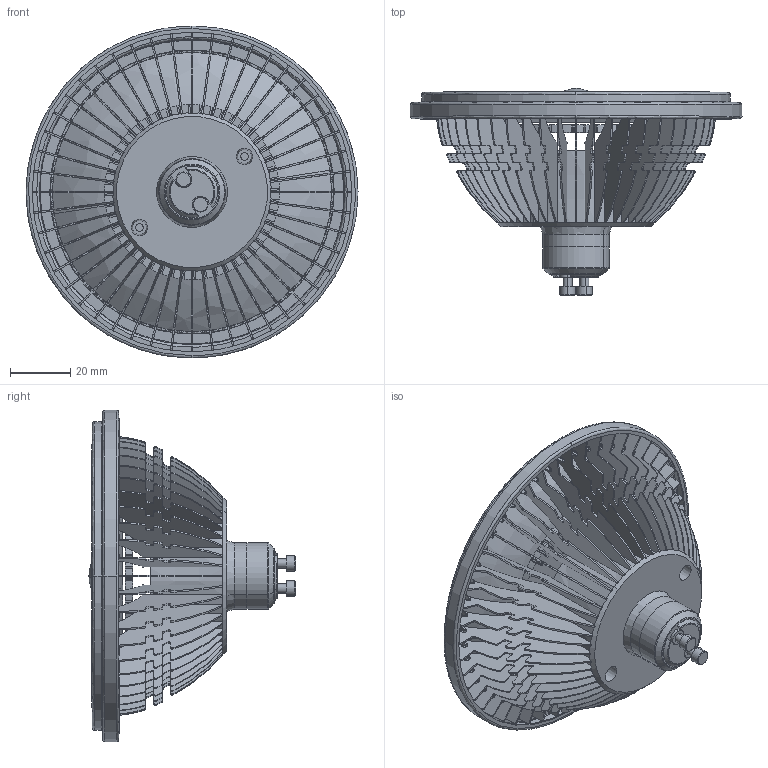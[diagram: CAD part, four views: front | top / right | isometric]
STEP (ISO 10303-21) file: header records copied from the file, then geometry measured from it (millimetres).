
FILE_DESCRIPTION (( 'STEP AP214' ), '1' );
FILE_NAME ('DK190305DD121A.STEP', '2023-05-29T11:43:41', ( '' ), ( '' ), 'SwSTEP 2.0', 'SolidWorks 2017', '' );
FILE_SCHEMA (( 'AUTOMOTIVE_DESIGN' ));
Length unit declared in the file: millimetre
Products named in the file (7): DK190305DD121A; DK190305DD07A; DK190305DD122A; DK190305DD06A; DK190305DD08A; DK190305DD04A; DK190305DD09A
Assembly tree (54 placements, depth 2):
  DK190305DD121A
    DK190305DD09A  x48
    DK190305DD07A
    DK190305DD04A
    DK190305DD08A
    DK190305DD06A  x2
    DK190305DD122A
Bounding box: 110 x 68.62 x 110 mm (x, y, z)
Volume: 40924.8 mm3; surface area: 97442.3 mm2
Topology: 55 solids, 56 shells, 5881 faces, 15847 edges, 10099 vertices
Faces by surface type: plane 3412, cylinder 2292, bspline 135, cone 42
Entity records: 128879 total; most frequent: CARTESIAN_POINT 33727, ORIENTED_EDGE 17224, DIRECTION 14461, EDGE_CURVE 8612, LINE 5565, VECTOR 5565, VERTEX_POINT 5279, AXIS2_PLACEMENT_3D 4448
